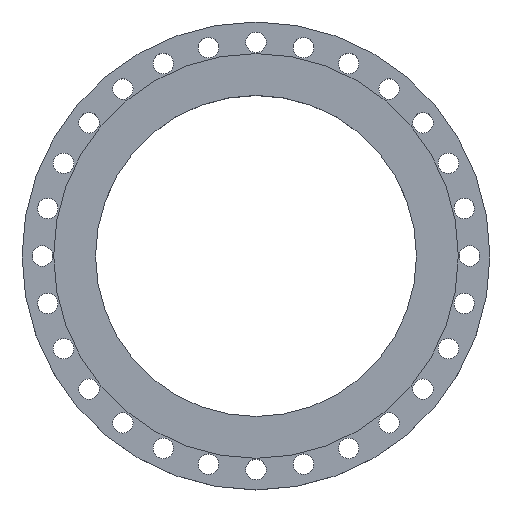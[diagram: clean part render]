
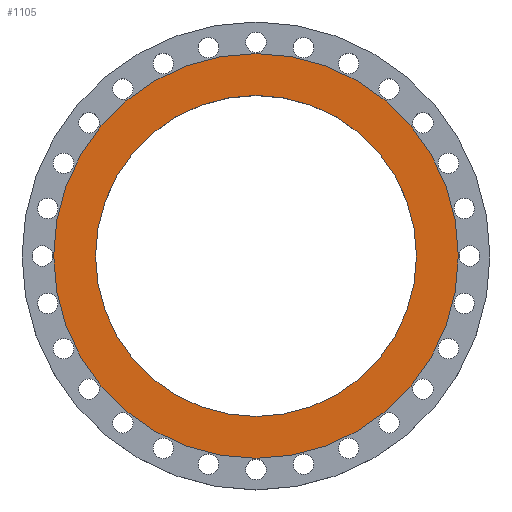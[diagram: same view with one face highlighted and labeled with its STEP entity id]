
A CAD part, top view. The second image highlights one B-rep face of the part: STEP entity #1105.
In plain terms, the highlighted planar face has unit normal (0, 0, 1).
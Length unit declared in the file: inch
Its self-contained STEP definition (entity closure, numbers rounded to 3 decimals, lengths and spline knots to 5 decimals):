
#26 = AXIS2_PLACEMENT_3D ( 'NONE', #1319, #328, #1755 ) ;
#51 = VERTEX_POINT ( 'NONE', #635 ) ;
#52 = CARTESIAN_POINT ( 'NONE',  ( -18.59375, 0., 0. ) ) ;
#68 = AXIS2_PLACEMENT_3D ( 'NONE', #92, #348, #1746 ) ;
#92 = CARTESIAN_POINT ( 'NONE',  ( 0., 0., 0. ) ) ;
#142 = CARTESIAN_POINT ( 'NONE',  ( 0., 14.75, 0. ) ) ;
#220 = VERTEX_POINT ( 'NONE', #557 ) ;
#253 = ORIENTED_EDGE ( 'NONE', *, *, #2518, .F. ) ;
#262 = DIRECTION ( 'NONE',  ( 0., 0., 1. ) ) ;
#315 = CARTESIAN_POINT ( 'NONE',  ( -14.75, 0., 0. ) ) ;
#328 = DIRECTION ( 'NONE',  ( 0., 0., 1. ) ) ;
#339 = ORIENTED_EDGE ( 'NONE', *, *, #444, .T. ) ;
#348 = DIRECTION ( 'NONE',  ( 0., 0., 1. ) ) ;
#444 = EDGE_CURVE ( 'NONE', #51, #1362, #1768, .T. ) ;
#477 = EDGE_CURVE ( 'NONE', #1362, #51, #2366, .T. ) ;
#557 = CARTESIAN_POINT ( 'NONE',  ( 14.75, 0., 0. ) ) ;
#635 = CARTESIAN_POINT ( 'NONE',  ( 18.59375, 0., 0. ) ) ;
#684 = FACE_OUTER_BOUND ( 'NONE', #1047, .T. ) ;
#715 = DIRECTION ( 'NONE',  ( -1., 0., 0. ) ) ;
#740 = EDGE_CURVE ( 'NONE', #1910, #220, #1009, .T. ) ;
#953 = ORIENTED_EDGE ( 'NONE', *, *, #740, .F. ) ;
#1009 = CIRCLE ( 'NONE', #68, 14.75 ) ;
#1047 = EDGE_LOOP ( 'NONE', ( #339, #1544 ) ) ;
#1105 = ADVANCED_FACE ( 'NONE', ( #1356, #684 ), #1155, .F. ) ;
#1155 = PLANE ( 'NONE',  #1946 ) ;
#1319 = CARTESIAN_POINT ( 'NONE',  ( 0., 0., 0. ) ) ;
#1356 = FACE_BOUND ( 'NONE', #2196, .T. ) ;
#1362 = VERTEX_POINT ( 'NONE', #52 ) ;
#1399 = AXIS2_PLACEMENT_3D ( 'NONE', #2230, #1589, #2407 ) ;
#1544 = ORIENTED_EDGE ( 'NONE', *, *, #477, .T. ) ;
#1589 = DIRECTION ( 'NONE',  ( 0., 0., 1. ) ) ;
#1746 = DIRECTION ( 'NONE',  ( 1., 0., 0. ) ) ;
#1755 = DIRECTION ( 'NONE',  ( 1., 0., 0. ) ) ;
#1768 = CIRCLE ( 'NONE', #2522, 18.59375 ) ;
#1890 = DIRECTION ( 'NONE',  ( 1., 0., 0. ) ) ;
#1910 = VERTEX_POINT ( 'NONE', #315 ) ;
#1946 = AXIS2_PLACEMENT_3D ( 'NONE', #142, #2120, #715 ) ;
#2120 = DIRECTION ( 'NONE',  ( 0., 0., -1. ) ) ;
#2123 = CARTESIAN_POINT ( 'NONE',  ( 0., 0., 0. ) ) ;
#2196 = EDGE_LOOP ( 'NONE', ( #253, #953 ) ) ;
#2230 = CARTESIAN_POINT ( 'NONE',  ( 0., 0., 0. ) ) ;
#2366 = CIRCLE ( 'NONE', #26, 18.59375 ) ;
#2407 = DIRECTION ( 'NONE',  ( 1., 0., 0. ) ) ;
#2518 = EDGE_CURVE ( 'NONE', #220, #1910, #2536, .T. ) ;
#2522 = AXIS2_PLACEMENT_3D ( 'NONE', #2123, #262, #1890 ) ;
#2536 = CIRCLE ( 'NONE', #1399, 14.75 ) ;
